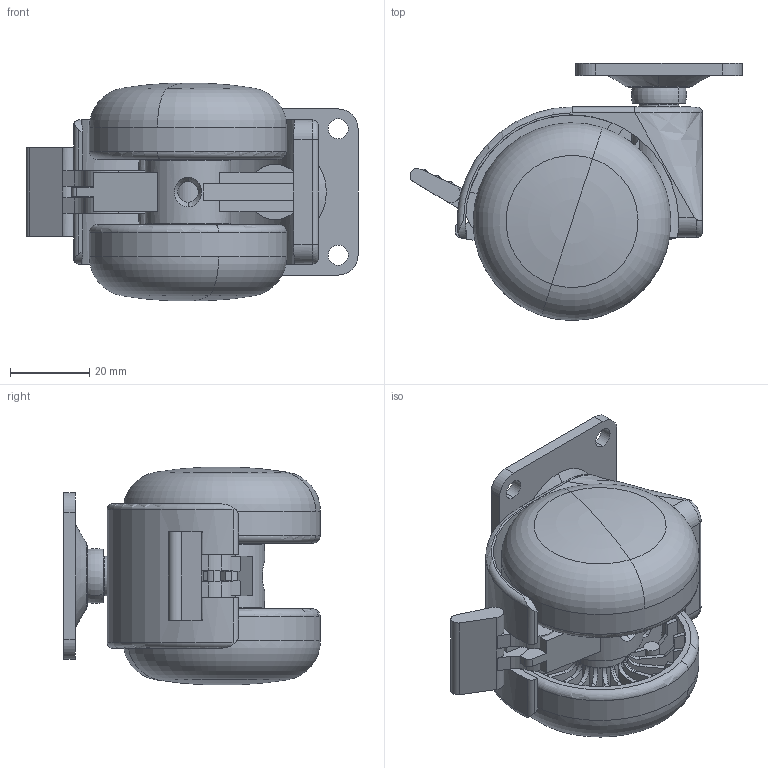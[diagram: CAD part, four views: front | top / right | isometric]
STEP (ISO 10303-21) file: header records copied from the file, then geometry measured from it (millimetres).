
FILE_DESCRIPTION (( 'STEP AP214' ), '1' );
FILE_NAME ('F003502_3D.step', '2022-11-21T18:18:16', ( '' ), ( '' ), 'SwSTEP 2.0', 'SolidWorks 2020', '' );
FILE_SCHEMA (( 'AUTOMOTIVE_DESIGN' ));
Length unit declared in the file: millimetre
Products named in the file (1): F003502_3D
Bounding box: 83.99 x 64.99 x 55 mm (x, y, z)
Surface area: 51471.7 mm2 (no closed solid volume)
Topology: 0 solids, 8 shells, 819 faces, 2341 edges, 1546 vertices
Faces by surface type: plane 374, cylinder 221, cone 102, torus 88, bspline 22, sphere 12
Entity records: 40066 total; most frequent: CARTESIAN_POINT 9696, ORIENTED_EDGE 4660, DIRECTION 4394, EDGE_CURVE 2334, AXIS2_PLACEMENT_3D 1698, VERTEX_POINT 1546, LINE 998, VECTOR 998
